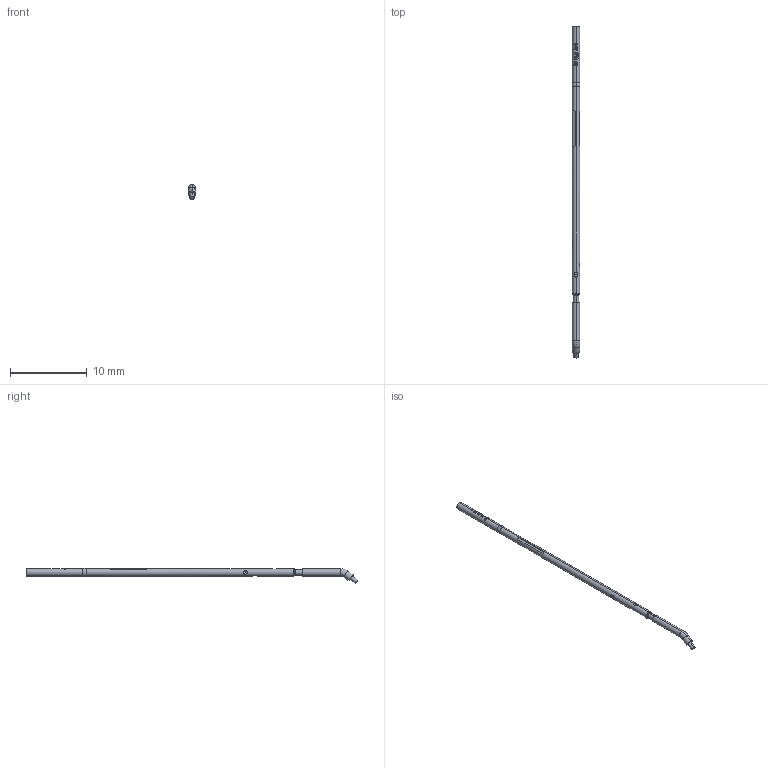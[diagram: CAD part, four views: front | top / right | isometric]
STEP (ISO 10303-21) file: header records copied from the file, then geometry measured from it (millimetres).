
FILE_DESCRIPTION (( 'STEP AP203' ), '1' );
FILE_NAME ('INGUN_KS-050_E08_V-30.STEP', '2022-02-09T05:09:15', ( 'ochi' ), ( '' ), 'SwSTEP 2.0', 'SolidWorks 2018', '' );
FILE_SCHEMA (( 'CONFIG_CONTROL_DESIGN' ));
Length unit declared in the file: millimetre
Products named in the file (1): INGUN_KS-050_E08_V-30
Bounding box: 1.03 x 43.4 x 1.98 mm (x, y, z)
Volume: 30.5 mm3; surface area: 131.1 mm2
Topology: 1 solids, 1 shells, 120 faces, 318 edges, 208 vertices
Faces by surface type: plane 47, cylinder 43, bspline 22, torus 8
Entity records: 4203 total; most frequent: CARTESIAN_POINT 1307, ORIENTED_EDGE 636, DIRECTION 524, EDGE_CURVE 318, AXIS2_PLACEMENT_3D 209, VERTEX_POINT 208, EDGE_LOOP 128, ADVANCED_FACE 120
